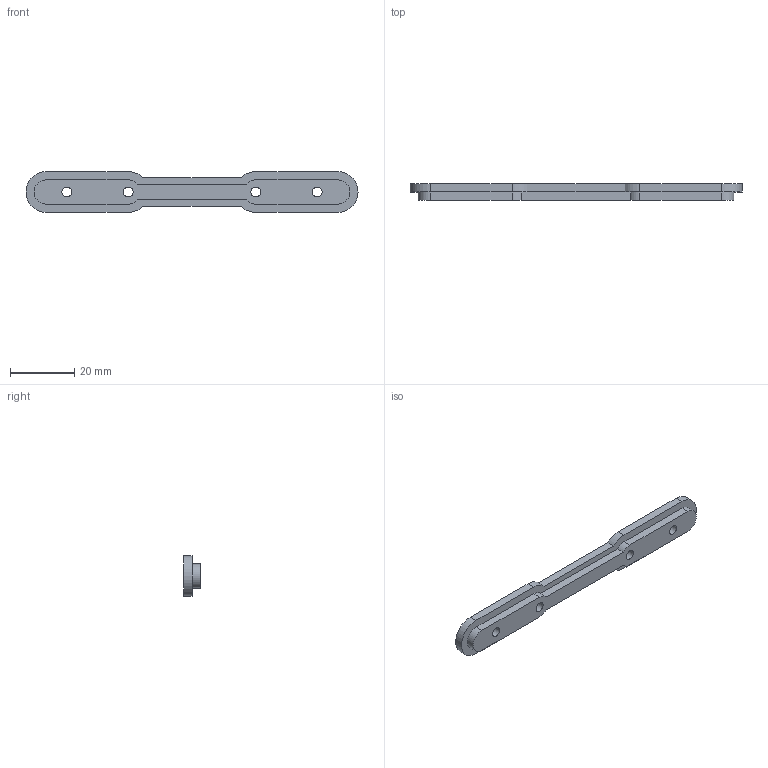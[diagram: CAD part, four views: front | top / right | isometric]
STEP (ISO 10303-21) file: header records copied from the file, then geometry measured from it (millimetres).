
FILE_DESCRIPTION(/* description */ (''),/* implementation_level */ '2;1');
FILE_NAME(/* name */ 'Motor Mount Arm (1 inch).ipt.stp',/* time_stamp */ '2014-02-20T18:10:20-05:00',/* author */ ('Spooner'),/* organization */ (''),/* preprocessor_version */ 'ST-DEVELOPER v15.2',/* originating_system */ 'Autodesk Inventor 2014',/* authorisation */ '');
FILE_SCHEMA (('AUTOMOTIVE_DESIGN { 1 0 10303 214 3 1 1 }'));
Length unit declared in the file: inch
Products named in the file (1): Motor Mount Arm (1 inch)
Bounding box: 102.98 x 5.08 x 12.62 mm (x, y, z)
Volume: 4112.7 mm3; surface area: 3579.2 mm2
Topology: 1 solids, 1 shells, 87 faces, 216 edges, 136 vertices
Faces by surface type: plane 71, cylinder 16
Full cylindrical faces by diameter (mm): 3.048 x4
Entity records: 2549 total; most frequent: CARTESIAN_POINT 436, ORIENTED_EDGE 424, DIRECTION 420, EDGE_CURVE 212, LINE 180, VECTOR 180, VERTEX_POINT 136, AXIS2_PLACEMENT_3D 120
